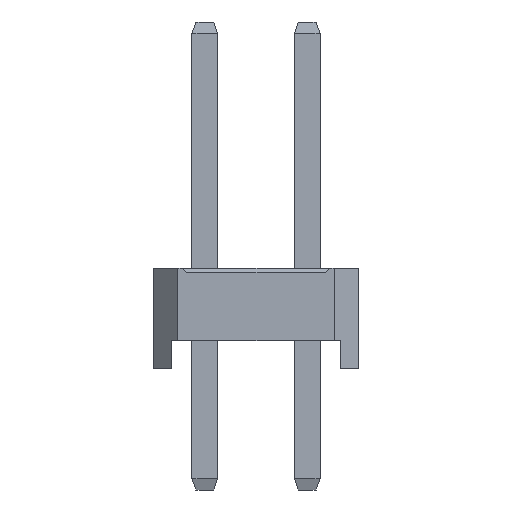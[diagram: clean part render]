
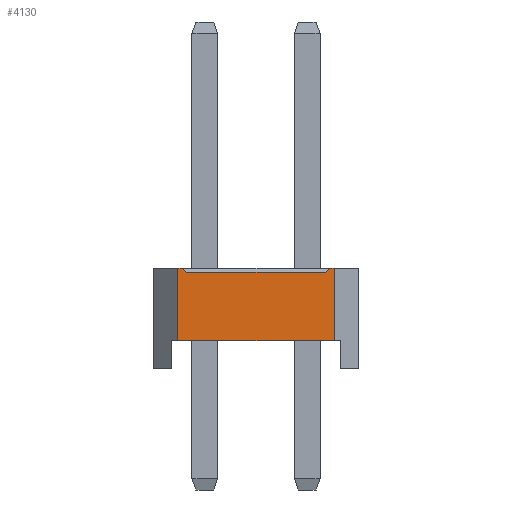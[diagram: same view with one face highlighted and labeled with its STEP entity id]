
A CAD part, left-side view. The second image highlights one B-rep face of the part: STEP entity #4130.
In plain terms, the highlighted planar face has unit normal (-1, 0, 0).
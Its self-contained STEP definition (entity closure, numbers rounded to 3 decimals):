
#4130=ADVANCED_FACE('',(#16886),#16888,.T.);
#16886=FACE_BOUND('',#16887,.T.);
#16887=EDGE_LOOP('',(#26861,#26862,#26863,#26864,#26865,#26866,#26867,#26868));
#16888=PLANE('',#16889);
#16889=AXIS2_PLACEMENT_3D('',#16890,#16891,#16892);
#16890=CARTESIAN_POINT('',(-1.27,3.21,0.));
#16891=DIRECTION('',(-1.,0.,0.));
#16892=DIRECTION('',(0.,-1.,0.));
#26861=ORIENTED_EDGE('',*,*,#33070,.F.);
#26862=ORIENTED_EDGE('',*,*,#33071,.T.);
#26863=ORIENTED_EDGE('',*,*,#33072,.F.);
#26864=ORIENTED_EDGE('',*,*,#31726,.F.);
#26865=ORIENTED_EDGE('',*,*,#33073,.F.);
#26866=ORIENTED_EDGE('',*,*,#31232,.T.);
#26867=ORIENTED_EDGE('',*,*,#33069,.T.);
#26868=ORIENTED_EDGE('',*,*,#31730,.F.);
#31232=EDGE_CURVE('',#34792,#34790,#34793,.T.);
#31726=EDGE_CURVE('',#35778,#35780,#35781,.T.);
#31730=EDGE_CURVE('',#35786,#35788,#35789,.T.);
#33069=EDGE_CURVE('',#34790,#35788,#38013,.T.);
#33070=EDGE_CURVE('',#38014,#35786,#38015,.F.);
#33071=EDGE_CURVE('',#38014,#38016,#38017,.T.);
#33072=EDGE_CURVE('',#35780,#38016,#38018,.F.);
#33073=EDGE_CURVE('',#34792,#35778,#38019,.T.);
#34790=VERTEX_POINT('',#40566);
#34792=VERTEX_POINT('',#40570);
#34793=LINE('',#40571,#40572);
#35778=VERTEX_POINT('',#42542);
#35780=VERTEX_POINT('',#42546);
#35781=LINE('',#42547,#42548);
#35786=VERTEX_POINT('',#42558);
#35788=VERTEX_POINT('',#42562);
#35789=LINE('',#42563,#42564);
#38013=LINE('',#47465,#47466);
#38014=VERTEX_POINT('',#47468);
#38015=LINE('',#47469,#47470);
#38016=VERTEX_POINT('',#47472);
#38017=LINE('',#47473,#47474);
#38018=LINE('',#47476,#47477);
#38019=LINE('',#47479,#47480);
#40566=CARTESIAN_POINT('',(-1.27,-0.67,0.7));
#40570=CARTESIAN_POINT('',(-1.27,3.21,0.7));
#40571=CARTESIAN_POINT('',(-1.27,3.21,0.7));
#40572=VECTOR('',#40573,1.);
#40573=DIRECTION('',(0.,-1.,0.));
#42542=CARTESIAN_POINT('',(-1.27,3.21,2.5));
#42546=CARTESIAN_POINT('',(-1.27,3.09,2.5));
#42547=CARTESIAN_POINT('',(-1.27,3.21,2.5));
#42548=VECTOR('',#42549,1.);
#42549=DIRECTION('',(0.,-1.,0.));
#42558=CARTESIAN_POINT('',(-1.27,-0.55,2.5));
#42562=CARTESIAN_POINT('',(-1.27,-0.67,2.5));
#42563=CARTESIAN_POINT('',(-1.27,-0.55,2.5));
#42564=VECTOR('',#42565,1.);
#42565=DIRECTION('',(0.,-1.,0.));
#47465=CARTESIAN_POINT('',(-1.27,-0.67,0.7));
#47466=VECTOR('',#47467,1.);
#47467=DIRECTION('',(0.,0.,1.));
#47468=CARTESIAN_POINT('',(-1.27,-0.45,2.4));
#47469=CARTESIAN_POINT('',(-1.27,-0.55,2.5));
#47470=VECTOR('',#47471,1.);
#47471=DIRECTION('',(0.,0.707,-0.707));
#47472=CARTESIAN_POINT('',(-1.27,2.99,2.4));
#47473=CARTESIAN_POINT('',(-1.27,-0.45,2.4));
#47474=VECTOR('',#47475,1.);
#47475=DIRECTION('',(0.,1.,0.));
#47476=CARTESIAN_POINT('',(-1.27,2.99,2.4));
#47477=VECTOR('',#47478,1.);
#47478=DIRECTION('',(0.,0.707,0.707));
#47479=CARTESIAN_POINT('',(-1.27,3.21,0.7));
#47480=VECTOR('',#47481,1.);
#47481=DIRECTION('',(0.,0.,1.));
